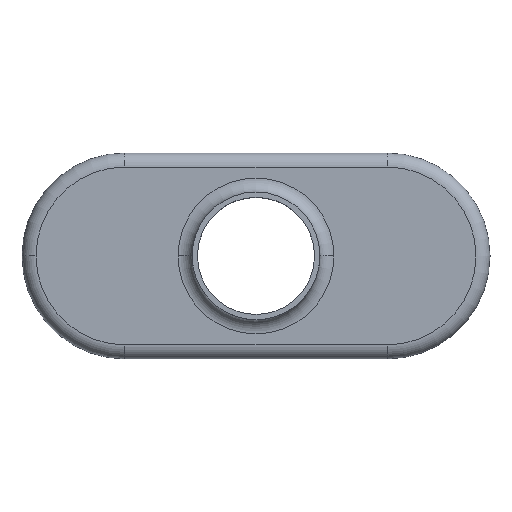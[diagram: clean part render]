
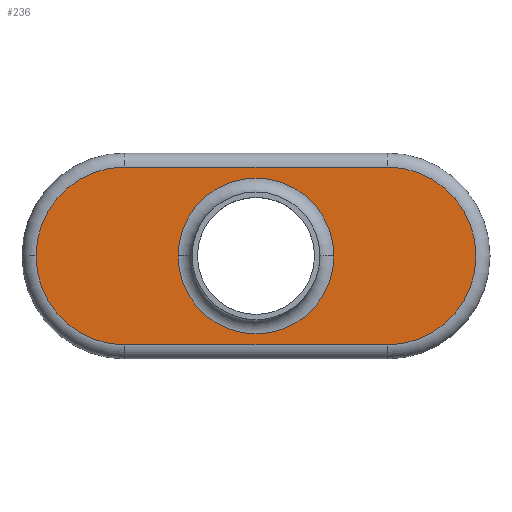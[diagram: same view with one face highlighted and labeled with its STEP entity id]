
A CAD part, top view. The second image highlights one B-rep face of the part: STEP entity #236.
In plain terms, the highlighted planar face has unit normal (0, 0, 1).
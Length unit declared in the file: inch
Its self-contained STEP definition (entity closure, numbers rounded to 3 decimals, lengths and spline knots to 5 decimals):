
#15 = EDGE_CURVE ( 'NONE', #493, #508, #584, .T. ) ;
#42 = EDGE_CURVE ( 'NONE', #503, #507, #420, .T. ) ;
#52 = EDGE_CURVE ( 'NONE', #497, #499, #406, .T. ) ;
#53 = EDGE_CURVE ( 'NONE', #499, #511, #551, .T. ) ;
#54 = EDGE_CURVE ( 'NONE', #511, #493, #402, .T. ) ;
#55 = EDGE_CURVE ( 'NONE', #508, #497, #546, .T. ) ;
#56 = EDGE_CURVE ( 'NONE', #507, #503, #399, .T. ) ;
#57 = DIRECTION ( 'NONE',  ( 0., 0., -1. ) ) ;
#58 = CARTESIAN_POINT ( 'NONE',  ( 0.5, 0.22, 0. ) ) ;
#61 = DIRECTION ( 'NONE',  ( -1., 0., 0. ) ) ;
#62 = FACE_BOUND ( 'NONE', #86, .T. ) ;
#69 = EDGE_LOOP ( 'NONE', ( #329, #475, #468, #325, #464 ) ) ;
#86 = EDGE_LOOP ( 'NONE', ( #470, #328 ) ) ;
#106 = DIRECTION ( 'NONE',  ( -1., 0., 0. ) ) ;
#107 = DIRECTION ( 'NONE',  ( 0., 0., 1. ) ) ;
#108 = CARTESIAN_POINT ( 'NONE',  ( 0.22, 0.22, 0. ) ) ;
#137 = DIRECTION ( 'NONE',  ( -1., 0., 0. ) ) ;
#138 = DIRECTION ( 'NONE',  ( 0., 0., -1. ) ) ;
#139 = CARTESIAN_POINT ( 'NONE',  ( 0.5, 0.22, 0. ) ) ;
#148 = FACE_OUTER_BOUND ( 'NONE', #69, .T. ) ;
#149 = DIRECTION ( 'NONE',  ( 0., 0., -1. ) ) ;
#171 = DIRECTION ( 'NONE',  ( -1., 0., 0. ) ) ;
#181 = DIRECTION ( 'NONE',  ( -1., 0., 0. ) ) ;
#182 = DIRECTION ( 'NONE',  ( -1., 0., 0. ) ) ;
#183 = DIRECTION ( 'NONE',  ( 0., 0., 1. ) ) ;
#184 = CARTESIAN_POINT ( 'NONE',  ( 0.78, 0.22, 0. ) ) ;
#193 = CARTESIAN_POINT ( 'NONE',  ( 0.78, 0.03, 0. ) ) ;
#195 = CARTESIAN_POINT ( 'NONE',  ( 0.03, 0.22, 0. ) ) ;
#200 = CARTESIAN_POINT ( 'NONE',  ( 0.78, 0.41, 0. ) ) ;
#204 = CARTESIAN_POINT ( 'NONE',  ( 0.6665, 0.22, 0. ) ) ;
#208 = CARTESIAN_POINT ( 'NONE',  ( 0.3335, 0.22, 0. ) ) ;
#209 = CARTESIAN_POINT ( 'NONE',  ( 0.22, 0.03, 0. ) ) ;
#211 = CARTESIAN_POINT ( 'NONE',  ( 0.22, 0.41, 0. ) ) ;
#236 = ADVANCED_FACE ( 'NONE', ( #148, #62 ), #540, .F. ) ;
#325 = ORIENTED_EDGE ( 'NONE', *, *, #15, .T. ) ;
#328 = ORIENTED_EDGE ( 'NONE', *, *, #42, .T. ) ;
#329 = ORIENTED_EDGE ( 'NONE', *, *, #52, .T. ) ;
#394 = AXIS2_PLACEMENT_3D ( 'NONE', #529, #149, #171 ) ;
#397 = AXIS2_PLACEMENT_3D ( 'NONE', #58, #57, #61 ) ;
#399 = CIRCLE ( 'NONE', #397, 0.1665 ) ;
#400 = AXIS2_PLACEMENT_3D ( 'NONE', #545, #544, #543 ) ;
#401 = VECTOR ( 'NONE', #541, 39.37008 ) ;
#402 = CIRCLE ( 'NONE', #400, 0.19 ) ;
#403 = AXIS2_PLACEMENT_3D ( 'NONE', #184, #183, #182 ) ;
#404 = VECTOR ( 'NONE', #181, 39.37008 ) ;
#406 = CIRCLE ( 'NONE', #403, 0.19 ) ;
#417 = AXIS2_PLACEMENT_3D ( 'NONE', #139, #138, #137 ) ;
#420 = CIRCLE ( 'NONE', #417, 0.1665 ) ;
#428 = AXIS2_PLACEMENT_3D ( 'NONE', #108, #107, #106 ) ;
#464 = ORIENTED_EDGE ( 'NONE', *, *, #55, .T. ) ;
#468 = ORIENTED_EDGE ( 'NONE', *, *, #54, .T. ) ;
#470 = ORIENTED_EDGE ( 'NONE', *, *, #56, .T. ) ;
#475 = ORIENTED_EDGE ( 'NONE', *, *, #53, .T. ) ;
#493 = VERTEX_POINT ( 'NONE', #195 ) ;
#497 = VERTEX_POINT ( 'NONE', #193 ) ;
#499 = VERTEX_POINT ( 'NONE', #200 ) ;
#503 = VERTEX_POINT ( 'NONE', #204 ) ;
#507 = VERTEX_POINT ( 'NONE', #208 ) ;
#508 = VERTEX_POINT ( 'NONE', #209 ) ;
#511 = VERTEX_POINT ( 'NONE', #211 ) ;
#529 = CARTESIAN_POINT ( 'NONE',  ( 0., 0., 0. ) ) ;
#540 = PLANE ( 'NONE',  #394 ) ;
#541 = DIRECTION ( 'NONE',  ( 1., 0., 0. ) ) ;
#542 = CARTESIAN_POINT ( 'NONE',  ( 0.78, 0.03, 0. ) ) ;
#543 = DIRECTION ( 'NONE',  ( -1., 0., 0. ) ) ;
#544 = DIRECTION ( 'NONE',  ( 0., 0., 1. ) ) ;
#545 = CARTESIAN_POINT ( 'NONE',  ( 0.22, 0.22, 0. ) ) ;
#546 = LINE ( 'NONE', #542, #401 ) ;
#550 = CARTESIAN_POINT ( 'NONE',  ( 0.22, 0.41, 0. ) ) ;
#551 = LINE ( 'NONE', #550, #404 ) ;
#584 = CIRCLE ( 'NONE', #428, 0.19 ) ;
